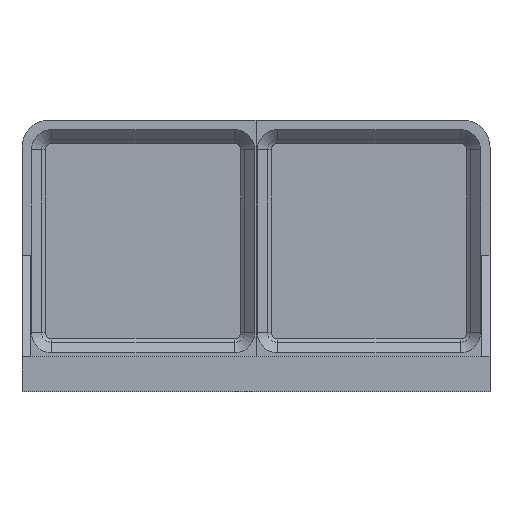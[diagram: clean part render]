
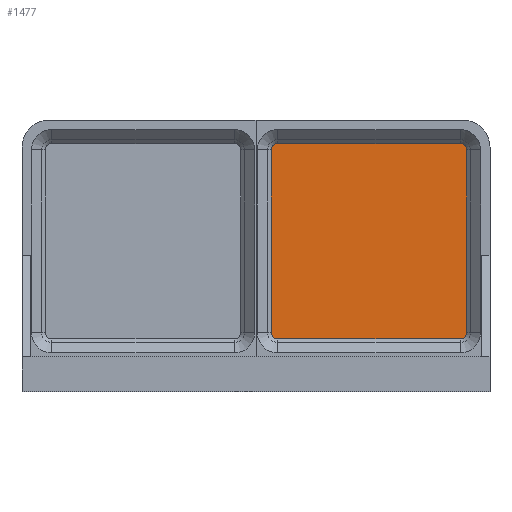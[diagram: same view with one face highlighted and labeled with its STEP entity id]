
A CAD part, top view. The second image highlights one B-rep face of the part: STEP entity #1477.
In plain terms, the highlighted planar face has unit normal (0, 0, 1).
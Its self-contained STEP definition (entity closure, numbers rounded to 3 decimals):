
#1402=CARTESIAN_POINT('',(394.4,11.,-0.06));
#1403=DIRECTION('',(0.,0.,1.));
#1404=DIRECTION('',(1.,0.,0.));
#1405=AXIS2_PLACEMENT_3D('',#1402,#1403,#1404);
#1406=PLANE('',#1405);
#1407=CARTESIAN_POINT('',(622.4,50.15,-0.06));
#1408=VERTEX_POINT('',#1407);
#1409=CARTESIAN_POINT('',(588.4,50.15,-0.06));
#1410=VERTEX_POINT('',#1409);
#1411=CARTESIAN_POINT('',(622.4,50.15,-0.06));
#1412=DIRECTION('',(-1.,0.,0.));
#1413=VECTOR('',#1412,34.);
#1414=LINE('',#1411,#1413);
#1415=EDGE_CURVE('',#1408,#1410,#1414,.T.);
#1416=ORIENTED_EDGE('',*,*,#1415,.T.);
#1417=CARTESIAN_POINT('',(587.25,49.,-0.06));
#1418=VERTEX_POINT('',#1417);
#1419=CARTESIAN_POINT('',(588.4,49.,-0.06));
#1420=DIRECTION('',(0.,0.,1.));
#1421=DIRECTION('',(1.,0.,-0.));
#1422=AXIS2_PLACEMENT_3D('',#1419,#1420,#1421);
#1423=CIRCLE('',#1422,1.15);
#1424=EDGE_CURVE('',#1410,#1418,#1423,.T.);
#1425=ORIENTED_EDGE('',*,*,#1424,.T.);
#1426=CARTESIAN_POINT('',(587.25,15.,-0.06));
#1427=VERTEX_POINT('',#1426);
#1428=CARTESIAN_POINT('',(587.25,49.,-0.06));
#1429=DIRECTION('',(0.,-1.,0.));
#1430=VECTOR('',#1429,34.);
#1431=LINE('',#1428,#1430);
#1432=EDGE_CURVE('',#1418,#1427,#1431,.T.);
#1433=ORIENTED_EDGE('',*,*,#1432,.T.);
#1434=CARTESIAN_POINT('',(588.4,13.85,-0.06));
#1435=VERTEX_POINT('',#1434);
#1436=CARTESIAN_POINT('',(588.4,15.,-0.06));
#1437=DIRECTION('',(0.,0.,1.));
#1438=DIRECTION('',(1.,0.,-0.));
#1439=AXIS2_PLACEMENT_3D('',#1436,#1437,#1438);
#1440=CIRCLE('',#1439,1.15);
#1441=EDGE_CURVE('',#1427,#1435,#1440,.T.);
#1442=ORIENTED_EDGE('',*,*,#1441,.T.);
#1443=CARTESIAN_POINT('',(622.4,13.85,-0.06));
#1444=VERTEX_POINT('',#1443);
#1445=CARTESIAN_POINT('',(588.4,13.85,-0.06));
#1446=DIRECTION('',(1.,0.,0.));
#1447=VECTOR('',#1446,34.);
#1448=LINE('',#1445,#1447);
#1449=EDGE_CURVE('',#1435,#1444,#1448,.T.);
#1450=ORIENTED_EDGE('',*,*,#1449,.T.);
#1451=CARTESIAN_POINT('',(623.55,15.,-0.06));
#1452=VERTEX_POINT('',#1451);
#1453=CARTESIAN_POINT('',(622.4,15.,-0.06));
#1454=DIRECTION('',(0.,0.,1.));
#1455=DIRECTION('',(1.,0.,-0.));
#1456=AXIS2_PLACEMENT_3D('',#1453,#1454,#1455);
#1457=CIRCLE('',#1456,1.15);
#1458=EDGE_CURVE('',#1444,#1452,#1457,.T.);
#1459=ORIENTED_EDGE('',*,*,#1458,.T.);
#1460=CARTESIAN_POINT('',(623.55,49.,-0.06));
#1461=VERTEX_POINT('',#1460);
#1462=CARTESIAN_POINT('',(623.55,15.,-0.06));
#1463=DIRECTION('',(0.,1.,0.));
#1464=VECTOR('',#1463,34.);
#1465=LINE('',#1462,#1464);
#1466=EDGE_CURVE('',#1452,#1461,#1465,.T.);
#1467=ORIENTED_EDGE('',*,*,#1466,.T.);
#1468=CARTESIAN_POINT('',(622.4,49.,-0.06));
#1469=DIRECTION('',(0.,0.,1.));
#1470=DIRECTION('',(1.,0.,-0.));
#1471=AXIS2_PLACEMENT_3D('',#1468,#1469,#1470);
#1472=CIRCLE('',#1471,1.15);
#1473=EDGE_CURVE('',#1461,#1408,#1472,.T.);
#1474=ORIENTED_EDGE('',*,*,#1473,.T.);
#1475=EDGE_LOOP('',(#1416,#1425,#1433,#1442,#1450,#1459,#1467,#1474));
#1476=FACE_BOUND('',#1475,.T.);
#1477=ADVANCED_FACE('',(#1476),#1406,.T.);
